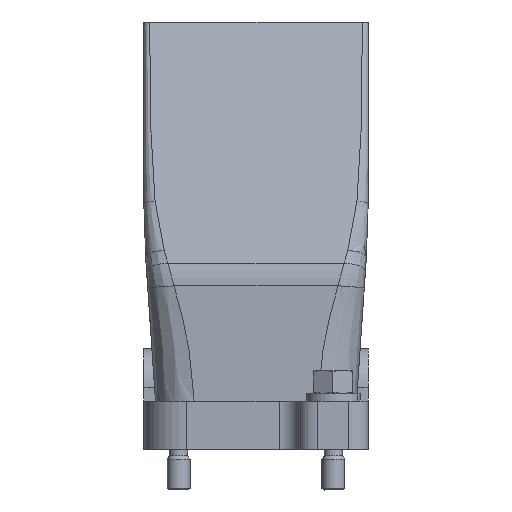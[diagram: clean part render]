
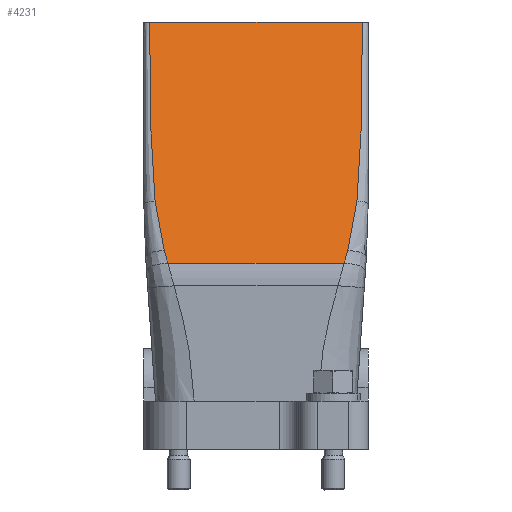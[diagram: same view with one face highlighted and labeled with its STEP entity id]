
A CAD part, front view. The second image highlights one B-rep face of the part: STEP entity #4231.
In plain terms, the highlighted planar face has unit normal (0, -0.956, 0.293).
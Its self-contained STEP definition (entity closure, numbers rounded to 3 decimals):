
#4146=AXIS2_PLACEMENT_3D('Plane Axis2P3D',#4143,#4144,#4145) ;
#2126=CARTESIAN_POINT('Vertex',(1.5,41.,121.)) ;
#2129=CARTESIAN_POINT('Line Origine',(29.,41.,121.)) ;
#2133=CARTESIAN_POINT('Vertex',(56.5,41.,121.)) ;
#4113=CARTESIAN_POINT('Control Point',(55.086,26.79,74.665)) ;
#4114=CARTESIAN_POINT('Control Point',(55.194,27.123,75.75)) ;
#4115=CARTESIAN_POINT('Control Point',(55.292,27.454,76.832)) ;
#4116=CARTESIAN_POINT('Control Point',(55.382,27.784,77.908)) ;
#4117=CARTESIAN_POINT('Control Point',(56.038,30.387,86.394)) ;
#4118=CARTESIAN_POINT('Control Point',(56.308,32.995,94.897)) ;
#4119=CARTESIAN_POINT('Control Point',(56.456,35.272,102.324)) ;
#4120=CARTESIAN_POINT('Control Point',(56.496,37.753,110.413)) ;
#4121=CARTESIAN_POINT('Control Point',(56.5,40.234,118.503)) ;
#4122=CARTESIAN_POINT('Control Point',(56.5,40.485,119.32)) ;
#4123=CARTESIAN_POINT('Control Point',(56.5,40.746,120.173)) ;
#4124=CARTESIAN_POINT('Control Point',(56.5,41.,121.)) ;
#4125=CARTESIAN_POINT('Vertex',(55.086,26.79,74.665)) ;
#4143=CARTESIAN_POINT('Axis2P3D Location',(29.,41.,121.)) ;
#4149=CARTESIAN_POINT('Control Point',(2.914,26.79,74.665)) ;
#4150=CARTESIAN_POINT('Control Point',(2.806,27.123,75.75)) ;
#4151=CARTESIAN_POINT('Control Point',(2.708,27.454,76.832)) ;
#4152=CARTESIAN_POINT('Control Point',(2.618,27.784,77.908)) ;
#4153=CARTESIAN_POINT('Control Point',(1.962,30.387,86.394)) ;
#4154=CARTESIAN_POINT('Control Point',(1.692,32.995,94.897)) ;
#4155=CARTESIAN_POINT('Control Point',(1.544,35.272,102.324)) ;
#4156=CARTESIAN_POINT('Control Point',(1.504,37.753,110.413)) ;
#4157=CARTESIAN_POINT('Control Point',(1.5,40.234,118.503)) ;
#4158=CARTESIAN_POINT('Control Point',(1.5,40.485,119.32)) ;
#4159=CARTESIAN_POINT('Control Point',(1.5,40.746,120.173)) ;
#4160=CARTESIAN_POINT('Control Point',(1.5,41.,121.)) ;
#4161=CARTESIAN_POINT('Vertex',(2.914,26.79,74.665)) ;
#4165=CARTESIAN_POINT('Control Point',(5.285,22.891,61.951)) ;
#4166=CARTESIAN_POINT('Control Point',(4.81,23.416,63.665)) ;
#4167=CARTESIAN_POINT('Control Point',(4.38,23.945,65.39)) ;
#4168=CARTESIAN_POINT('Control Point',(4.003,24.478,67.129)) ;
#4169=CARTESIAN_POINT('Control Point',(3.537,25.261,69.679)) ;
#4170=CARTESIAN_POINT('Control Point',(3.184,26.048,72.246)) ;
#4171=CARTESIAN_POINT('Control Point',(3.085,26.293,73.044)) ;
#4172=CARTESIAN_POINT('Control Point',(2.995,26.541,73.854)) ;
#4173=CARTESIAN_POINT('Control Point',(2.913,26.79,74.665)) ;
#4174=CARTESIAN_POINT('Vertex',(5.285,22.891,61.951)) ;
#4178=CARTESIAN_POINT('Control Point',(6.217,21.879,58.652)) ;
#4179=CARTESIAN_POINT('Control Point',(6.13,21.97,58.951)) ;
#4180=CARTESIAN_POINT('Control Point',(6.044,22.062,59.249)) ;
#4181=CARTESIAN_POINT('Control Point',(5.958,22.154,59.548)) ;
#4182=CARTESIAN_POINT('Control Point',(5.77,22.356,60.207)) ;
#4183=CARTESIAN_POINT('Control Point',(5.584,22.558,60.867)) ;
#4184=CARTESIAN_POINT('Control Point',(5.484,22.669,61.229)) ;
#4185=CARTESIAN_POINT('Control Point',(5.384,22.78,61.59)) ;
#4186=CARTESIAN_POINT('Control Point',(5.285,22.891,61.951)) ;
#4187=CARTESIAN_POINT('Vertex',(6.217,21.879,58.652)) ;
#4190=CARTESIAN_POINT('Line Origine',(29.,21.879,58.652)) ;
#4194=CARTESIAN_POINT('Vertex',(51.783,21.879,58.652)) ;
#4198=CARTESIAN_POINT('Control Point',(51.783,21.879,58.652)) ;
#4199=CARTESIAN_POINT('Control Point',(51.87,21.97,58.951)) ;
#4200=CARTESIAN_POINT('Control Point',(51.956,22.062,59.249)) ;
#4201=CARTESIAN_POINT('Control Point',(52.042,22.154,59.548)) ;
#4202=CARTESIAN_POINT('Control Point',(52.23,22.356,60.207)) ;
#4203=CARTESIAN_POINT('Control Point',(52.416,22.558,60.867)) ;
#4204=CARTESIAN_POINT('Control Point',(52.516,22.669,61.229)) ;
#4205=CARTESIAN_POINT('Control Point',(52.616,22.78,61.59)) ;
#4206=CARTESIAN_POINT('Control Point',(52.715,22.891,61.951)) ;
#4207=CARTESIAN_POINT('Vertex',(52.715,22.891,61.951)) ;
#4211=CARTESIAN_POINT('Control Point',(52.715,22.891,61.951)) ;
#4212=CARTESIAN_POINT('Control Point',(53.19,23.416,63.665)) ;
#4213=CARTESIAN_POINT('Control Point',(53.62,23.945,65.39)) ;
#4214=CARTESIAN_POINT('Control Point',(53.997,24.478,67.129)) ;
#4215=CARTESIAN_POINT('Control Point',(54.463,25.261,69.679)) ;
#4216=CARTESIAN_POINT('Control Point',(54.816,26.048,72.246)) ;
#4217=CARTESIAN_POINT('Control Point',(54.915,26.293,73.044)) ;
#4218=CARTESIAN_POINT('Control Point',(55.005,26.541,73.854)) ;
#4219=CARTESIAN_POINT('Control Point',(55.087,26.79,74.665)) ;
#2130=DIRECTION('Vector Direction',(-1.,0.,0.)) ;
#4144=DIRECTION('Axis2P3D Direction',(0.,0.956,-0.293)) ;
#4145=DIRECTION('Axis2P3D XDirection',(0.,-0.293,-0.956)) ;
#4191=DIRECTION('Vector Direction',(-1.,0.,0.)) ;
#2131=VECTOR('Line Direction',#2130,1.) ;
#4192=VECTOR('Line Direction',#4191,1.) ;
#4222=ORIENTED_EDGE('',*,*,#4163,.T.) ;
#4223=ORIENTED_EDGE('',*,*,#4176,.T.) ;
#4224=ORIENTED_EDGE('',*,*,#4189,.T.) ;
#4225=ORIENTED_EDGE('',*,*,#4196,.F.) ;
#4226=ORIENTED_EDGE('',*,*,#4209,.F.) ;
#4227=ORIENTED_EDGE('',*,*,#4220,.F.) ;
#4228=ORIENTED_EDGE('',*,*,#4127,.F.) ;
#4229=ORIENTED_EDGE('',*,*,#2135,.T.) ;
#4231=ADVANCED_FACE('Hood',(#4230),#4147,.F.) ;
#4112=B_SPLINE_CURVE_WITH_KNOTS('',5,(#4113,#4114,#4115,#4116,#4117,#4118,#4119,#4120,#4121,#4122,#4123,#4124),.UNSPECIFIED.,.F.,.U.,(6,3,3,6),(120.168,130.06,197.185,203.333),.UNSPECIFIED.) ;
#4148=B_SPLINE_CURVE_WITH_KNOTS('',5,(#4149,#4150,#4151,#4152,#4153,#4154,#4155,#4156,#4157,#4158,#4159,#4160),.UNSPECIFIED.,.F.,.U.,(6,3,3,6),(120.168,130.06,197.185,203.333),.UNSPECIFIED.) ;
#4164=B_SPLINE_CURVE_WITH_KNOTS('',5,(#4165,#4166,#4167,#4168,#4169,#4170,#4171,#4172,#4173),.UNSPECIFIED.,.F.,.U.,(6,3,6),(97.865,114.078,121.512),.UNSPECIFIED.) ;
#4177=B_SPLINE_CURVE_WITH_KNOTS('',5,(#4178,#4179,#4180,#4181,#4182,#4183,#4184,#4185,#4186),.UNSPECIFIED.,.F.,.U.,(6,3,6),(90.488,93.275,96.639),.UNSPECIFIED.) ;
#4197=B_SPLINE_CURVE_WITH_KNOTS('',5,(#4198,#4199,#4200,#4201,#4202,#4203,#4204,#4205,#4206),.UNSPECIFIED.,.F.,.U.,(6,3,6),(90.488,93.275,96.638),.UNSPECIFIED.) ;
#4210=B_SPLINE_CURVE_WITH_KNOTS('',5,(#4211,#4212,#4213,#4214,#4215,#4216,#4217,#4218,#4219),.UNSPECIFIED.,.F.,.U.,(6,3,6),(97.865,114.078,121.512),.UNSPECIFIED.) ;
#2135=EDGE_CURVE('',#2134,#2127,#2132,.T.) ;
#4127=EDGE_CURVE('',#2134,#4126,#4112,.F.) ;
#4163=EDGE_CURVE('',#2127,#4162,#4148,.F.) ;
#4176=EDGE_CURVE('',#4162,#4175,#4164,.F.) ;
#4189=EDGE_CURVE('',#4175,#4188,#4177,.F.) ;
#4196=EDGE_CURVE('',#4195,#4188,#4193,.T.) ;
#4209=EDGE_CURVE('',#4208,#4195,#4197,.F.) ;
#4220=EDGE_CURVE('',#4126,#4208,#4210,.F.) ;
#4221=EDGE_LOOP('',(#4222,#4223,#4224,#4225,#4226,#4227,#4228,#4229)) ;
#4230=FACE_OUTER_BOUND('',#4221,.T.) ;
#2132=LINE('Line',#2129,#2131) ;
#4193=LINE('Line',#4190,#4192) ;
#4147=PLANE('',#4146) ;
#2127=VERTEX_POINT('',#2126) ;
#2134=VERTEX_POINT('',#2133) ;
#4126=VERTEX_POINT('',#4125) ;
#4162=VERTEX_POINT('',#4161) ;
#4175=VERTEX_POINT('',#4174) ;
#4188=VERTEX_POINT('',#4187) ;
#4195=VERTEX_POINT('',#4194) ;
#4208=VERTEX_POINT('',#4207) ;
